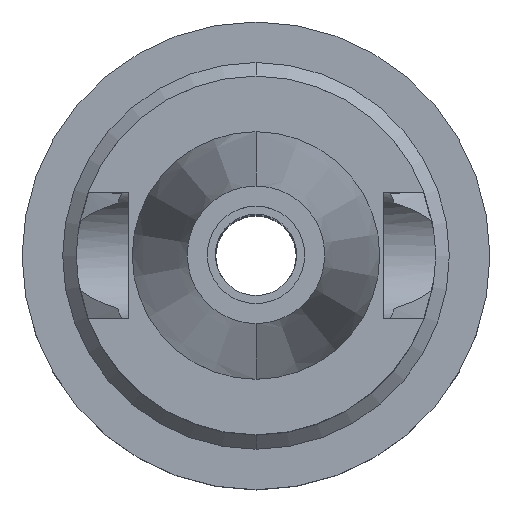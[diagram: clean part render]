
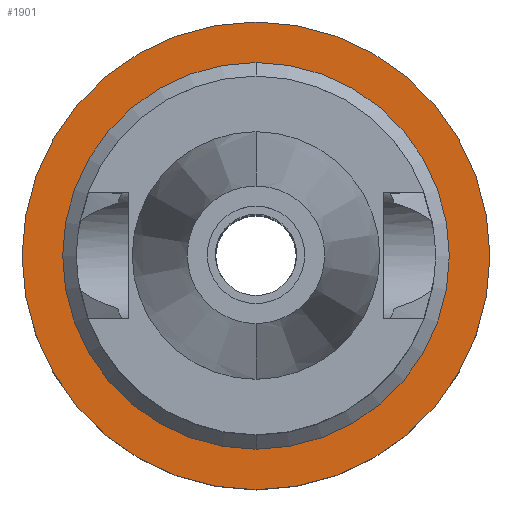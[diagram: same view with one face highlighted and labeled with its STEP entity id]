
A CAD part, top view. The second image highlights one B-rep face of the part: STEP entity #1901.
In plain terms, the highlighted planar face has unit normal (0, 0, 1).
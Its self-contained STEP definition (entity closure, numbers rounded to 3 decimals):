
#693=CARTESIAN_POINT('',(0.,0.,-30.));
#694=DIRECTION('',(0.,0.,-1.));
#695=DIRECTION('',(0.,-1.,0.));
#696=AXIS2_PLACEMENT_3D('',#693,#694,#695);
#701=CARTESIAN_POINT('',(0.,0.,-30.));
#702=DIRECTION('',(0.,0.,-1.));
#703=DIRECTION('',(0.,1.,0.));
#704=AXIS2_PLACEMENT_3D('',#701,#702,#703);
#709=CARTESIAN_POINT('',(0.,0.,-30.));
#710=DIRECTION('',(0.,0.,1.));
#711=DIRECTION('',(0.,-1.,0.));
#712=AXIS2_PLACEMENT_3D('',#709,#710,#711);
#717=CARTESIAN_POINT('',(0.,0.,-30.));
#718=DIRECTION('',(0.,0.,1.));
#719=DIRECTION('',(0.,1.,0.));
#720=AXIS2_PLACEMENT_3D('',#717,#718,#719);
#1289=CARTESIAN_POINT('',(0.,30.,-30.));
#1290=VERTEX_POINT('',#1289);
#1291=CARTESIAN_POINT('',(0.,-30.,-30.));
#1292=VERTEX_POINT('',#1291);
#1293=CARTESIAN_POINT('',(0.,-24.8,-30.));
#1294=CARTESIAN_POINT('',(0.,24.8,-30.));
#1295=VERTEX_POINT('',#1293);
#1296=VERTEX_POINT('',#1294);
#1886=CARTESIAN_POINT('',(0.,0.,-30.));
#1887=DIRECTION('',(0.,0.,-1.));
#1888=DIRECTION('',(0.,-1.,0.));
#1889=AXIS2_PLACEMENT_3D('',#1886,#1887,#1888);
#1890=PLANE('',#1889);
#1892=ORIENTED_EDGE('',*,*,#1891,.T.);
#1894=ORIENTED_EDGE('',*,*,#1893,.T.);
#1895=EDGE_LOOP('',(#1892,#1894));
#1896=FACE_OUTER_BOUND('',#1895,.F.);
#1897=ORIENTED_EDGE('',*,*,#1865,.T.);
#1898=ORIENTED_EDGE('',*,*,#1881,.T.);
#1899=EDGE_LOOP('',(#1897,#1898));
#1900=FACE_BOUND('',#1899,.F.);
#697=CIRCLE('',#696,30.);
#705=CIRCLE('',#704,30.);
#713=CIRCLE('',#712,24.8);
#721=CIRCLE('',#720,24.8);
#1865=EDGE_CURVE('',#1295,#1296,#713,.T.);
#1881=EDGE_CURVE('',#1296,#1295,#721,.T.);
#1891=EDGE_CURVE('',#1292,#1290,#697,.T.);
#1893=EDGE_CURVE('',#1290,#1292,#705,.T.);
#1901=ADVANCED_FACE('',(#1896,#1900),#1890,.F.);
